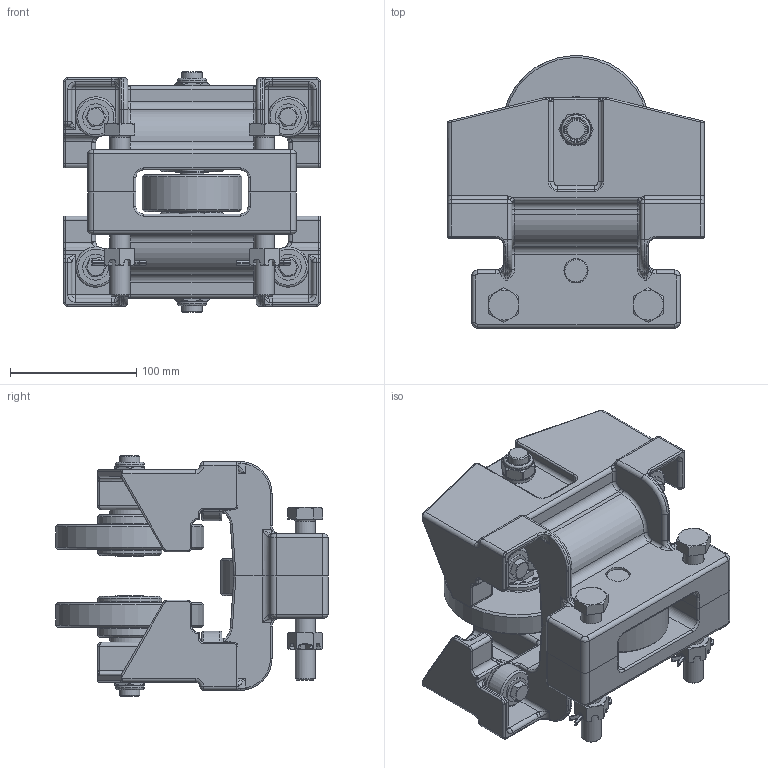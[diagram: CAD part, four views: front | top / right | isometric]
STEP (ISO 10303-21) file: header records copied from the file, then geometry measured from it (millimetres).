
FILE_DESCRIPTION((''),'2;1');
FILE_NAME('10152 MBC-1500-3-325 TROLLEY W KU.stp','2011-03-30T12:44:38',('jholman'),(''),'Autodesk Inventor 2011','Autodesk Inventor 2011','');
FILE_SCHEMA(('AUTOMOTIVE_DESIGN { 1 0 10303 214 1 1 1 1 }'));
Length unit declared in the file: inch
Products named in the file (25): 10152; 3D11M5B4D; 3D11IYC4C; 3D11S0C4C; 3D11P0C4C; 3D11W6B4B; 3D11A6B4A; 3D11B4C4B; 3D11D3C4B; 3D1144G4A; 3D1134G4A; 30080; 3D11D7G4C; 3D11C7B4C; 3D11E7G4B; 3D11I6B4A; 3D11NHB4B; 3D11X6B4A; 3D1153B4A; 3D11L3B4B; Hex Nut - UNC (Regular Thread - Inch) 3/8 - 16; Hex Cap Screw - Inch 5/8-11 UNC - 5; Slotted Hex Nut - Inch 5/8 - 11; Pin - Cotter - Extended Prong Square Cut Type (Inch) ANSI B18.8.1 5/32 x 1 1/4 Extended Prong Square Cut Type
Assembly tree (43 placements, depth 4):
  10152
    3D11M5B4D  x2
    3D11IYC4C  x2
      3D11S0C4C
        3D11P0C4C
        3D11W6B4B  x2
        3D11A6B4A
      3D11B4C4B
      3D11D3C4B
    3D1144G4A  x2
    3D1134G4A  x2
    30080
      3D11D7G4C
      3D11C7B4C  x2
      3D11A6B4A
      3D11E7G4B
      3D11I6B4A  x4
    3D11NHB4B  x4
      3D11X6B4A
      3D1153B4A
      3D11L3B4B
    Hex Nut - UNC (Regular Thread - Inch) 3/8 - 16  x4
    Hex Cap Screw - Inch 5/8-11 UNC - 5
    Slotted Hex Nut - Inch 5/8 - 11  x2
    Pin - Cotter - Extended Prong Square Cut Type (Inch) ANSI B18.8.1 5/32 x 1 1/4 Extended Prong Square Cut Type  x2
    Hex Cap Screw - Inch 5/8-11 UNC - 5
Bounding box: 203.2 x 215.62 x 190.17 mm (x, y, z)
Volume: 2010063.7 mm3; surface area: 439660.8 mm2
Topology: 53 solids, 53 shells, 2212 faces, 5087 edges, 2888 vertices
Faces by surface type: cylinder 755, plane 493, bspline 384, torus 294, sphere 144, cone 142
Full cylindrical faces by diameter (mm): 1.321 x8, 4.366 x1, 7.798 x4, 9.525 x8, 13.386 x4, 14.288 x4, 14.351 x2, 15.875 x4, 16.272 x4, 16.612 x2, 16.954 x2, 16.98 x4, 17.066 x4, 17.374 x2, 17.882 x6, 19.05 x7, 19.126 x2, 21.431 x2, 23.114 x2, 25.4 x2, 31.75 x2, 34.036 x2, 36.576 x1, 40.005 x4, 40.056 x5, 40.513 x1, 42.443 x3, 50.8 x4, 79.375 x1, 117.475 x2
Entity records: 32008 total; most frequent: CARTESIAN_POINT 10607, DIRECTION 4449, ORIENTED_EDGE 4128, EDGE_CURVE 2064, AXIS2_PLACEMENT_3D 1904, VERTEX_POINT 1251, EDGE_LOOP 1119, CIRCLE 1005
